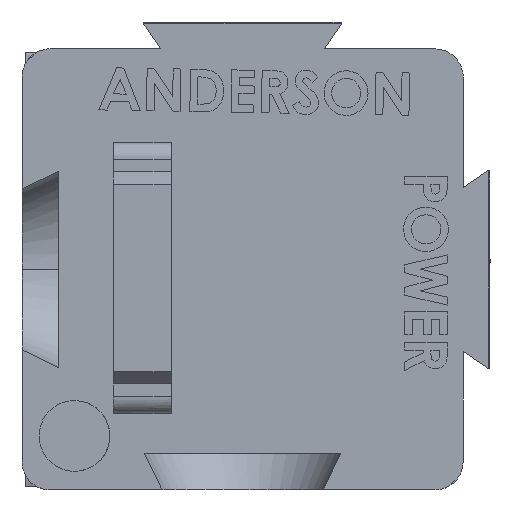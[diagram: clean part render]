
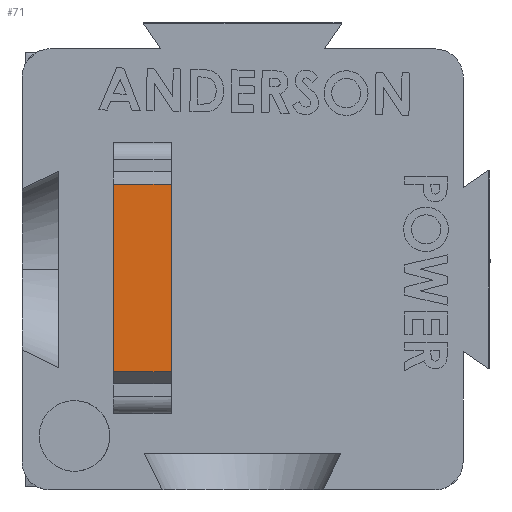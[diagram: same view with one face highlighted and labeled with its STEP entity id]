
A CAD part, left-side view. The second image highlights one B-rep face of the part: STEP entity #71.
In plain terms, the highlighted free-form (B-spline) face has degree [1, 1] with [2, 2] control points.
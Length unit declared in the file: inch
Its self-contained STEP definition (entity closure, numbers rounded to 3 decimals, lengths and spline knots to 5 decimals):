
#71=ADVANCED_FACE('',(#417),#11927,.T.);
#417=FACE_OUTER_BOUND('',#763,.T.);
#763=EDGE_LOOP('',(#1210,#1211,#1212,#1213));
#1210=ORIENTED_EDGE('',*,*,#10265,.F.);
#1211=ORIENTED_EDGE('',*,*,#10268,.T.);
#1212=ORIENTED_EDGE('',*,*,#10269,.T.);
#1213=ORIENTED_EDGE('',*,*,#10270,.T.);
#3060=PCURVE('',#11926,#4914);
#3064=PCURVE('',#11927,#4918);
#3065=PCURVE('',#11927,#4919);
#3066=PCURVE('',#11927,#4920);
#3067=PCURVE('',#11927,#4921);
#3071=PCURVE('',#11928,#4925);
#3092=PCURVE('',#11931,#4946);
#3108=PCURVE('',#11932,#4962);
#4914=DEFINITIONAL_REPRESENTATION('',(#6816),#28824);
#4918=DEFINITIONAL_REPRESENTATION('',(#6822),#28824);
#4919=DEFINITIONAL_REPRESENTATION('',(#6824),#28824);
#4920=DEFINITIONAL_REPRESENTATION('',(#6826),#28824);
#4921=DEFINITIONAL_REPRESENTATION('',(#6828),#28824);
#4925=DEFINITIONAL_REPRESENTATION('',(#6835),#28824);
#4946=DEFINITIONAL_REPRESENTATION('',(#6862),#28824);
#4962=DEFINITIONAL_REPRESENTATION('',(#6880),#28824);
#6815=B_SPLINE_CURVE_WITH_KNOTS('',1,(#17345,#17346),.UNSPECIFIED.,.F.,
 .F.,(2,2),(0.,0.041),.UNSPECIFIED.);
#6816=B_SPLINE_CURVE_WITH_KNOTS('',1,(#17347,#17348),.UNSPECIFIED.,.F.,
 .F.,(2,2),(0.,0.041),.UNSPECIFIED.);
#6822=B_SPLINE_CURVE_WITH_KNOTS('',1,(#17359,#17360),.UNSPECIFIED.,.F.,
 .F.,(2,2),(0.,0.041),.UNSPECIFIED.);
#6823=B_SPLINE_CURVE_WITH_KNOTS('',1,(#17361,#17362),.UNSPECIFIED.,.F.,
 .F.,(2,2),(0.,0.13268),.UNSPECIFIED.);
#6824=B_SPLINE_CURVE_WITH_KNOTS('',1,(#17363,#17364),.UNSPECIFIED.,.F.,
 .F.,(2,2),(0.,0.13268),.UNSPECIFIED.);
#6825=B_SPLINE_CURVE_WITH_KNOTS('',1,(#17365,#17366),.UNSPECIFIED.,.F.,
 .F.,(2,2),(0.,0.041),.UNSPECIFIED.);
#6826=B_SPLINE_CURVE_WITH_KNOTS('',1,(#17367,#17368),.UNSPECIFIED.,.F.,
 .F.,(2,2),(0.,0.041),.UNSPECIFIED.);
#6827=B_SPLINE_CURVE_WITH_KNOTS('',1,(#17369,#17370),.UNSPECIFIED.,.F.,
 .F.,(2,2),(0.,0.13268),.UNSPECIFIED.);
#6828=B_SPLINE_CURVE_WITH_KNOTS('',1,(#17371,#17372),.UNSPECIFIED.,.F.,
 .F.,(2,2),(0.,0.13268),.UNSPECIFIED.);
#6835=B_SPLINE_CURVE_WITH_KNOTS('',1,(#17385,#17386),.UNSPECIFIED.,.F.,
 .F.,(2,2),(0.,0.041),.UNSPECIFIED.);
#6862=B_SPLINE_CURVE_WITH_KNOTS('',1,(#17457,#17458),.UNSPECIFIED.,.F.,
 .F.,(2,2),(0.,0.13268),.UNSPECIFIED.);
#6880=B_SPLINE_CURVE_WITH_KNOTS('',1,(#17502,#17503),.UNSPECIFIED.,.F.,
 .F.,(2,2),(0.,0.13268),.UNSPECIFIED.);
#9338=SURFACE_CURVE('',#6815,(#3060,#3064),.PCURVE_S1.);
#9341=SURFACE_CURVE('',#6823,(#3065,#3108),.PCURVE_S1.);
#9342=SURFACE_CURVE('',#6825,(#3066,#3071),.PCURVE_S1.);
#9343=SURFACE_CURVE('',#6827,(#3067,#3092),.PCURVE_S1.);
#10265=EDGE_CURVE('',#11369,#11370,#9338,.T.);
#10268=EDGE_CURVE('',#11369,#11372,#9341,.T.);
#10269=EDGE_CURVE('',#11372,#11371,#9342,.T.);
#10270=EDGE_CURVE('',#11371,#11370,#9343,.T.);
#11369=VERTEX_POINT('',#16404);
#11370=VERTEX_POINT('',#16405);
#11371=VERTEX_POINT('',#16406);
#11372=VERTEX_POINT('',#16407);
#11926=B_SPLINE_SURFACE_WITH_KNOTS('',1,1,((#12568,#12569),(#12570,#12571)),
 .UNSPECIFIED.,.F.,.F.,.F.,(2,2),(2,2),(-0.6252,0.62424),
(-0.61922,0.6019),.UNSPECIFIED.);
#11927=B_SPLINE_SURFACE_WITH_KNOTS('',1,1,((#12572,#12573),(#12574,#12575)),
 .UNSPECIFIED.,.F.,.F.,.F.,(2,2),(2,2),(-0.58144,0.668),
(-1.21756,0.14189),.UNSPECIFIED.);
#11928=B_SPLINE_SURFACE_WITH_KNOTS('',1,1,((#12576,#12577),(#12578,#12579)),
 .UNSPECIFIED.,.F.,.F.,.F.,(2,2),(2,2),(-0.6019,0.61922),
(-0.58144,0.668),.UNSPECIFIED.);
#11931=B_SPLINE_SURFACE_WITH_KNOTS('',1,1,((#12606,#12607),(#12608,#12609)),
 .UNSPECIFIED.,.F.,.F.,.F.,(2,2),(2,2),(-0.79032,0.64032),
(-0.94789,0.49355),.UNSPECIFIED.);
#11932=B_SPLINE_SURFACE_WITH_KNOTS('',1,1,((#12628,#12629),(#12630,#12631)),
 .UNSPECIFIED.,.F.,.F.,.F.,(2,2),(2,2),(-0.79032,0.64032),
(-0.49355,0.94789),.UNSPECIFIED.);
#12568=CARTESIAN_POINT('',(-0.72226,2.53963,-0.41561));
#12569=CARTESIAN_POINT('',(0.33526,2.53963,0.19495));
#12570=CARTESIAN_POINT('',(-0.72226,1.29019,-0.41561));
#12571=CARTESIAN_POINT('',(0.33526,1.29019,0.19495));
#12572=CARTESIAN_POINT('',(-0.201,2.53963,-0.86073));
#12573=CARTESIAN_POINT('',(-0.201,2.53963,0.49873));
#12574=CARTESIAN_POINT('',(-0.201,1.29019,-0.86073));
#12575=CARTESIAN_POINT('',(-0.201,1.29019,0.49873));
#12576=CARTESIAN_POINT('',(-0.72226,2.53963,0.05361));
#12577=CARTESIAN_POINT('',(-0.72226,1.29019,0.05361));
#12578=CARTESIAN_POINT('',(0.33526,2.53963,-0.55695));
#12579=CARTESIAN_POINT('',(0.33526,1.29019,-0.55695));
#12606=CARTESIAN_POINT('',(-0.82122,1.89441,0.53432));
#12607=CARTESIAN_POINT('',(0.62022,1.89441,0.53432));
#12608=CARTESIAN_POINT('',(-0.82122,1.89441,-0.89632));
#12609=CARTESIAN_POINT('',(0.62022,1.89441,-0.89632));
#12628=CARTESIAN_POINT('',(0.62022,1.93541,0.53432));
#12629=CARTESIAN_POINT('',(-0.82122,1.93541,0.53432));
#12630=CARTESIAN_POINT('',(0.62022,1.93541,-0.89632));
#12631=CARTESIAN_POINT('',(-0.82122,1.93541,-0.89632));
#16404=CARTESIAN_POINT('',(-0.201,1.93541,-0.11466));
#16405=CARTESIAN_POINT('',(-0.201,1.89441,-0.11466));
#16406=CARTESIAN_POINT('',(-0.201,1.89441,-0.24734));
#16407=CARTESIAN_POINT('',(-0.201,1.93541,-0.24734));
#17345=CARTESIAN_POINT('',(-0.201,1.93541,-0.11466));
#17346=CARTESIAN_POINT('',(-0.201,1.89441,-0.11466));
#17347=CARTESIAN_POINT('',(-0.021,-0.017));
#17348=CARTESIAN_POINT('',(0.02,-0.017));
#17359=CARTESIAN_POINT('',(0.023,-0.471));
#17360=CARTESIAN_POINT('',(0.064,-0.471));
#17361=CARTESIAN_POINT('',(-0.201,1.93541,-0.11466));
#17362=CARTESIAN_POINT('',(-0.201,1.93541,-0.24734));
#17363=CARTESIAN_POINT('',(0.023,-0.471));
#17364=CARTESIAN_POINT('',(0.023,-0.604));
#17365=CARTESIAN_POINT('',(-0.201,1.93541,-0.24734));
#17366=CARTESIAN_POINT('',(-0.201,1.89441,-0.24734));
#17367=CARTESIAN_POINT('',(0.023,-0.604));
#17368=CARTESIAN_POINT('',(0.064,-0.604));
#17369=CARTESIAN_POINT('',(-0.201,1.89441,-0.24734));
#17370=CARTESIAN_POINT('',(-0.201,1.89441,-0.11466));
#17371=CARTESIAN_POINT('',(0.064,-0.604));
#17372=CARTESIAN_POINT('',(0.064,-0.471));
#17385=CARTESIAN_POINT('',(0.,0.023));
#17386=CARTESIAN_POINT('',(0.,0.064));
#17457=CARTESIAN_POINT('',(-0.009,-0.328));
#17458=CARTESIAN_POINT('',(-0.141,-0.328));
#17502=CARTESIAN_POINT('',(-0.141,0.328));
#17503=CARTESIAN_POINT('',(-0.009,0.328));
#28824=(
GEOMETRIC_REPRESENTATION_CONTEXT(2)
PARAMETRIC_REPRESENTATION_CONTEXT()
REPRESENTATION_CONTEXT('pspace','')
);
